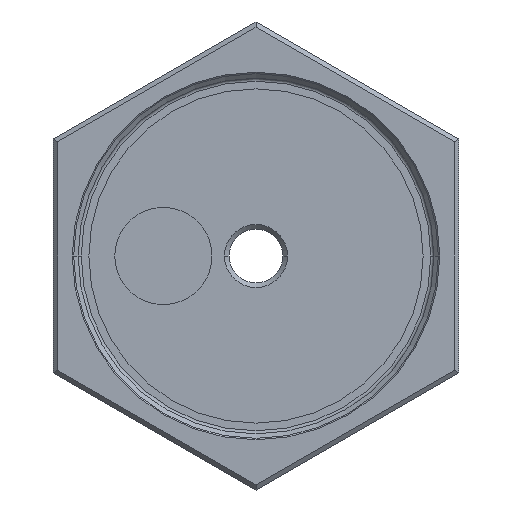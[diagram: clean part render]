
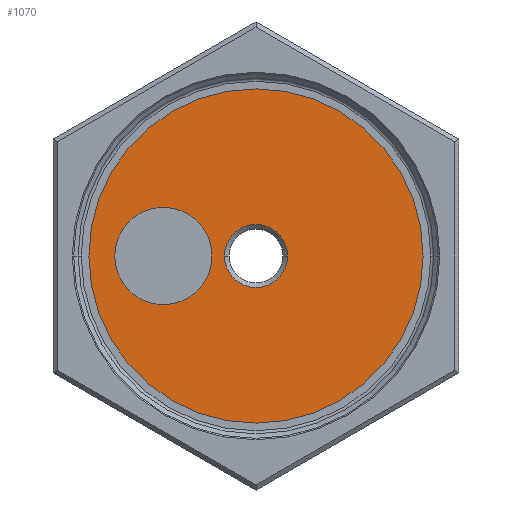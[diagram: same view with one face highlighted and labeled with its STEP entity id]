
A CAD part, left-side view. The second image highlights one B-rep face of the part: STEP entity #1070.
In plain terms, the highlighted planar face has unit normal (-1, 0, 0).
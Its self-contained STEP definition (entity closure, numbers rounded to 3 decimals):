
#362=CARTESIAN_POINT('',(14.986,0.,0.));
#363=DIRECTION('',(1.,0.,0.));
#364=DIRECTION('',(0.,1.,0.));
#365=AXIS2_PLACEMENT_3D('',#362,#363,#364);
#380=CARTESIAN_POINT('',(14.986,0.,0.));
#381=DIRECTION('',(1.,0.,0.));
#382=DIRECTION('',(0.,1.,0.));
#383=AXIS2_PLACEMENT_3D('',#380,#381,#382);
#385=CARTESIAN_POINT('',(14.986,0.,0.));
#386=DIRECTION('',(1.,0.,0.));
#387=DIRECTION('',(0.,-1.,0.));
#388=AXIS2_PLACEMENT_3D('',#385,#386,#387);
#390=CARTESIAN_POINT('',(14.986,15.24,0.));
#391=DIRECTION('',(1.,0.,0.));
#392=DIRECTION('',(0.,1.,0.));
#393=AXIS2_PLACEMENT_3D('',#390,#391,#392);
#395=CARTESIAN_POINT('',(14.986,15.24,0.));
#396=DIRECTION('',(1.,0.,0.));
#397=DIRECTION('',(0.,-1.,0.));
#398=AXIS2_PLACEMENT_3D('',#395,#396,#397);
#484=CARTESIAN_POINT('',(14.986,0.,0.));
#485=DIRECTION('',(1.,0.,0.));
#486=DIRECTION('',(0.,-1.,0.));
#487=AXIS2_PLACEMENT_3D('',#484,#485,#486);
#548=CARTESIAN_POINT('',(14.986,27.496,0.));
#549=CARTESIAN_POINT('',(14.986,-27.496,0.));
#550=VERTEX_POINT('',#548);
#551=VERTEX_POINT('',#549);
#556=CARTESIAN_POINT('',(14.986,-5.182,0.));
#557=CARTESIAN_POINT('',(14.986,5.182,0.));
#558=VERTEX_POINT('',#556);
#559=VERTEX_POINT('',#557);
#616=CARTESIAN_POINT('',(14.986,23.241,0.));
#617=CARTESIAN_POINT('',(14.986,7.239,0.));
#618=VERTEX_POINT('',#616);
#619=VERTEX_POINT('',#617);
#1048=CARTESIAN_POINT('',(14.986,0.,0.));
#1049=DIRECTION('',(1.,0.,0.));
#1050=DIRECTION('',(0.,1.,0.));
#1051=AXIS2_PLACEMENT_3D('',#1048,#1049,#1050);
#1052=PLANE('',#1051);
#1054=ORIENTED_EDGE('',*,*,#1053,.T.);
#1056=ORIENTED_EDGE('',*,*,#1055,.T.);
#1057=EDGE_LOOP('',(#1054,#1056));
#1058=FACE_OUTER_BOUND('',#1057,.F.);
#1060=ORIENTED_EDGE('',*,*,#1059,.F.);
#1061=ORIENTED_EDGE('',*,*,#1038,.F.);
#1062=EDGE_LOOP('',(#1060,#1061));
#1063=FACE_BOUND('',#1062,.F.);
#1065=ORIENTED_EDGE('',*,*,#1064,.F.);
#1067=ORIENTED_EDGE('',*,*,#1066,.F.);
#1068=EDGE_LOOP('',(#1065,#1067));
#1069=FACE_BOUND('',#1068,.F.);
#1070=ADVANCED_FACE('',(#1058,#1063,#1069),#1052,.F.);
#366=CIRCLE('',#365,5.182);
#384=CIRCLE('',#383,27.496);
#389=CIRCLE('',#388,27.496);
#394=CIRCLE('',#393,8.001);
#399=CIRCLE('',#398,8.001);
#488=CIRCLE('',#487,5.182);
#1038=EDGE_CURVE('',#559,#558,#366,.T.);
#1053=EDGE_CURVE('',#550,#551,#384,.T.);
#1055=EDGE_CURVE('',#551,#550,#389,.T.);
#1059=EDGE_CURVE('',#558,#559,#488,.T.);
#1064=EDGE_CURVE('',#618,#619,#394,.T.);
#1066=EDGE_CURVE('',#619,#618,#399,.T.);
